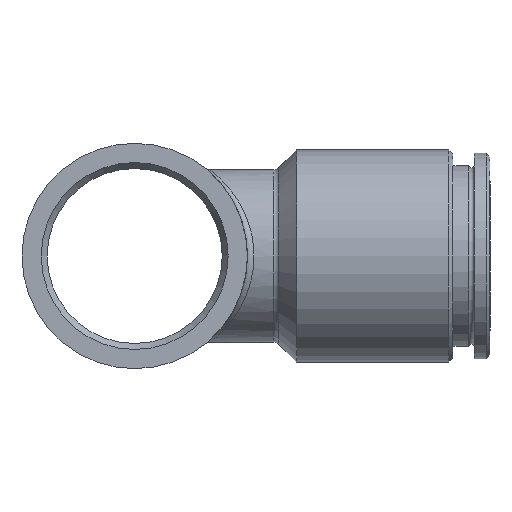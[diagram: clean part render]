
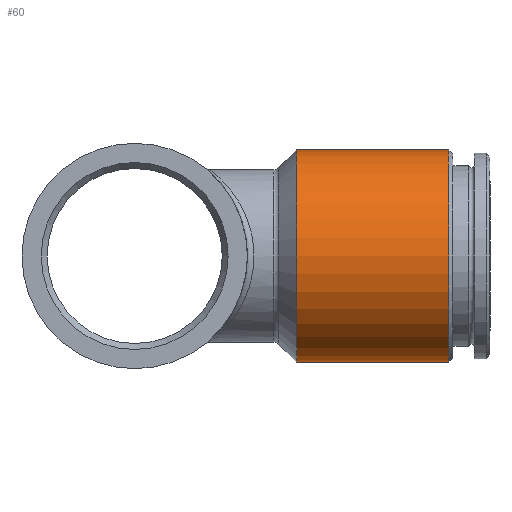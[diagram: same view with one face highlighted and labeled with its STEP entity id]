
A CAD part, front view. The second image highlights one B-rep face of the part: STEP entity #60.
In plain terms, the highlighted cylindrical face has radius 8 mm (diameter 16 mm), a full revolution.
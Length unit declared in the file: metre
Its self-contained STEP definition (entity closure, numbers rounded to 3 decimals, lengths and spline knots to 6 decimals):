
#60 = ADVANCED_FACE( 'NONE', ( #141, #142 ), #143, .T. );
#141 = FACE_OUTER_BOUND( '', #258, .T. );
#142 = FACE_OUTER_BOUND( '', #259, .T. );
#143 = CYLINDRICAL_SURFACE( '', #260, 0.008 );
#258 = EDGE_LOOP( '', ( #671 ) );
#259 = EDGE_LOOP( '', ( #672 ) );
#260 = AXIS2_PLACEMENT_3D( '', #673, #674, #675 );
#671 = ORIENTED_EDGE( '', *, *, #838, .T. );
#672 = ORIENTED_EDGE( '', *, *, #833, .T. );
#673 = CARTESIAN_POINT( '', ( 0., 0., 0. ) );
#674 = DIRECTION( '', ( 1., 0., 0. ) );
#675 = DIRECTION( '', ( 0., 0., 1. ) );
#833 = EDGE_CURVE( 'NONE', #902, #902, #903, .T. );
#838 = EDGE_CURVE( 'NONE', #910, #910, #911, .T. );
#902 = VERTEX_POINT( '', #1000 );
#903 = CIRCLE( '', #1001, 0.008 );
#910 = VERTEX_POINT( '', #1008 );
#911 = CIRCLE( '', #1009, 0.008 );
#1000 = CARTESIAN_POINT( '', ( 0.0237, 0., 0.008 ) );
#1001 = AXIS2_PLACEMENT_3D( '', #1329, #1330, #1331 );
#1008 = CARTESIAN_POINT( '', ( 0.012207, 0., -0.008 ) );
#1009 = AXIS2_PLACEMENT_3D( '', #1338, #1339, #1340 );
#1329 = CARTESIAN_POINT( '', ( 0.0237, 0., 0. ) );
#1330 = DIRECTION( '', ( -1., 0., 0. ) );
#1331 = DIRECTION( '', ( 0., 0., 1. ) );
#1338 = CARTESIAN_POINT( '', ( 0.012207, 0., 0. ) );
#1339 = DIRECTION( '', ( 1., 0., 0. ) );
#1340 = DIRECTION( '', ( 0., 0., -1. ) );
